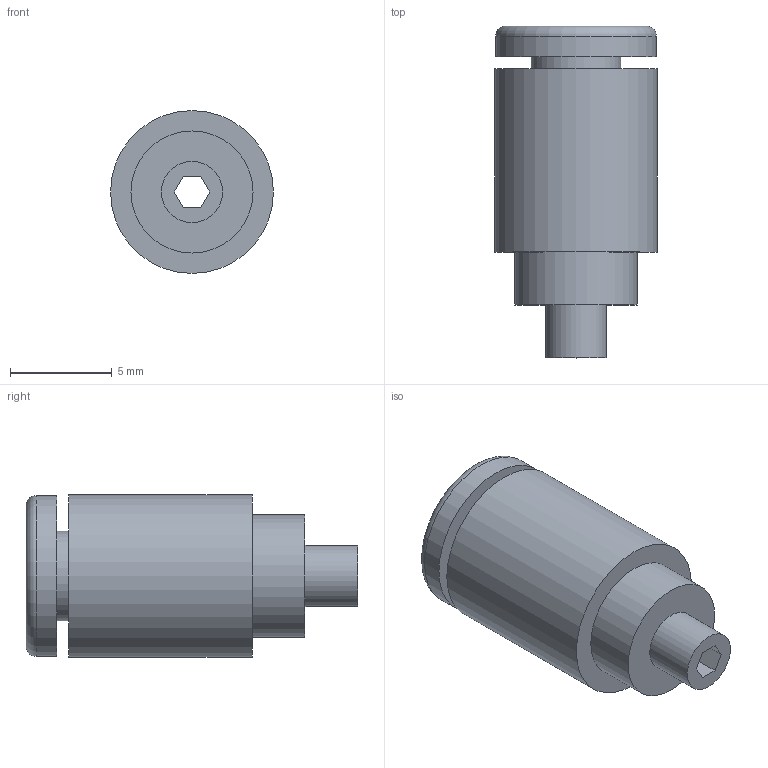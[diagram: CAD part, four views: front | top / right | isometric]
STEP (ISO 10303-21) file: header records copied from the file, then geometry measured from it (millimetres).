
FILE_DESCRIPTION(/* description */ (''),/* implementation_level */ '2;1');
FILE_NAME(/* name */ 'Fitting for Valves.ipt.step',/* time_stamp */ '2020-04-16T23:11:25-04:00',/* author */ ('Jordan'),/* organization */ (''),/* preprocessor_version */ 'ST-DEVELOPER v17',/* originating_system */ 'Autodesk Inventor 2019',/* authorisation */ '');
FILE_SCHEMA (('AUTOMOTIVE_DESIGN { 1 0 10303 214 3 1 1 }'));
Length unit declared in the file: millimetre
Products named in the file (1): Fitting for Valves
Bounding box: 8 x 16.3 x 8 mm (x, y, z)
Volume: 458.3 mm3; surface area: 679.9 mm2
Topology: 1 solids, 1 shells, 21 faces, 55 edges, 41 vertices
Faces by surface type: plane 13, cylinder 6, torus 2
Full cylindrical faces by diameter (mm): 3 x1, 4 x1, 4.39 x1, 6 x1, 7.9 x1, 8 x1
Entity records: 754 total; most frequent: DIRECTION 130, CARTESIAN_POINT 118, ORIENTED_EDGE 110, EDGE_CURVE 55, AXIS2_PLACEMENT_3D 53, VERTEX_POINT 41, CIRCLE 31, EDGE_LOOP 28
